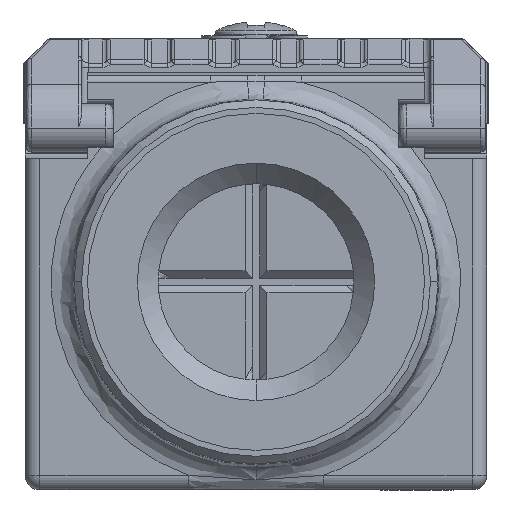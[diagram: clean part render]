
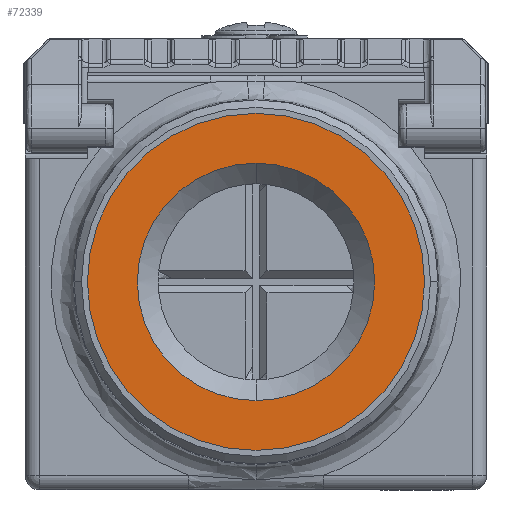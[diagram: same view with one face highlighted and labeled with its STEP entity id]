
A CAD part, front view. The second image highlights one B-rep face of the part: STEP entity #72339.
In plain terms, the highlighted planar face has unit normal (0, -1, 0).
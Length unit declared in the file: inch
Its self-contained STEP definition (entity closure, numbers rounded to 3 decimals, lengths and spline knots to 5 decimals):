
#338 = DIRECTION ( 'NONE',  ( 0., -1., 0. ) ) ;
#706 = FACE_BOUND ( 'NONE', #67913, .T. ) ;
#6994 = DIRECTION ( 'NONE',  ( 0., -1., 0. ) ) ;
#7911 = EDGE_LOOP ( 'NONE', ( #30502, #75108 ) ) ;
#13872 = DIRECTION ( 'NONE',  ( 0., 0., 1. ) ) ;
#13916 = CIRCLE ( 'NONE', #34688, 0.3189 ) ;
#15608 = DIRECTION ( 'NONE',  ( 0., 0., -1. ) ) ;
#21847 = DIRECTION ( 'NONE',  ( 0., 0., -1. ) ) ;
#22261 = CARTESIAN_POINT ( 'NONE',  ( 0., -0.23622, 0.58048 ) ) ;
#23405 = CARTESIAN_POINT ( 'NONE',  ( 0., -0.23622, -0.32503 ) ) ;
#27072 = AXIS2_PLACEMENT_3D ( 'NONE', #78766, #40049, #15608 ) ;
#29042 = CARTESIAN_POINT ( 'NONE',  ( 0., -0.23622, 0.12773 ) ) ;
#29630 = CIRCLE ( 'NONE', #53761, 0.3189 ) ;
#30502 = ORIENTED_EDGE ( 'NONE', *, *, #81466, .F. ) ;
#34688 = AXIS2_PLACEMENT_3D ( 'NONE', #63230, #338, #71167 ) ;
#37013 = DIRECTION ( 'NONE',  ( 0., 0., -1. ) ) ;
#40049 = DIRECTION ( 'NONE',  ( 0., 1., 0. ) ) ;
#40524 = EDGE_CURVE ( 'NONE', #41855, #49277, #13916, .T. ) ;
#41855 = VERTEX_POINT ( 'NONE', #49299 ) ;
#49277 = VERTEX_POINT ( 'NONE', #52394 ) ;
#49299 = CARTESIAN_POINT ( 'NONE',  ( 0., -0.23622, -0.19117 ) ) ;
#52394 = CARTESIAN_POINT ( 'NONE',  ( 0., -0.23622, 0.44662 ) ) ;
#53761 = AXIS2_PLACEMENT_3D ( 'NONE', #102287, #6994, #21847 ) ;
#61181 = DIRECTION ( 'NONE',  ( 0., 1., 0. ) ) ;
#63035 = CIRCLE ( 'NONE', #27072, 0.45276 ) ;
#63230 = CARTESIAN_POINT ( 'NONE',  ( 0., -0.23622, 0.12773 ) ) ;
#63789 = CIRCLE ( 'NONE', #97926, 0.45276 ) ;
#66019 = EDGE_CURVE ( 'NONE', #49277, #41855, #29630, .T. ) ;
#67913 = EDGE_LOOP ( 'NONE', ( #71941, #74475 ) ) ;
#71167 = DIRECTION ( 'NONE',  ( 0., 0., -1. ) ) ;
#71941 = ORIENTED_EDGE ( 'NONE', *, *, #40524, .F. ) ;
#72227 = EDGE_CURVE ( 'NONE', #97408, #90581, #63789, .T. ) ;
#72339 = ADVANCED_FACE ( 'NONE', ( #98324, #706 ), #93258, .F. ) ;
#74475 = ORIENTED_EDGE ( 'NONE', *, *, #66019, .F. ) ;
#75108 = ORIENTED_EDGE ( 'NONE', *, *, #72227, .F. ) ;
#78079 = CARTESIAN_POINT ( 'NONE',  ( -0.45819, -0.23622, 0.58592 ) ) ;
#78766 = CARTESIAN_POINT ( 'NONE',  ( 0., -0.23622, 0.12773 ) ) ;
#81466 = EDGE_CURVE ( 'NONE', #90581, #97408, #63035, .T. ) ;
#84305 = DIRECTION ( 'NONE',  ( 0., 1., 0. ) ) ;
#90581 = VERTEX_POINT ( 'NONE', #23405 ) ;
#93258 = PLANE ( 'NONE',  #93976 ) ;
#93976 = AXIS2_PLACEMENT_3D ( 'NONE', #78079, #61181, #13872 ) ;
#97408 = VERTEX_POINT ( 'NONE', #22261 ) ;
#97926 = AXIS2_PLACEMENT_3D ( 'NONE', #29042, #84305, #37013 ) ;
#98324 = FACE_OUTER_BOUND ( 'NONE', #7911, .T. ) ;
#102287 = CARTESIAN_POINT ( 'NONE',  ( 0., -0.23622, 0.12773 ) ) ;
